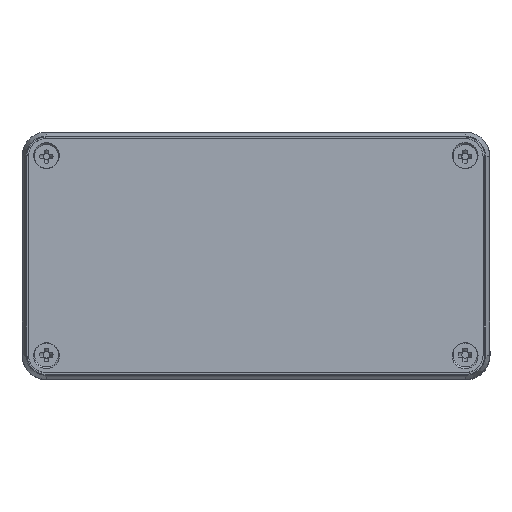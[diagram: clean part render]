
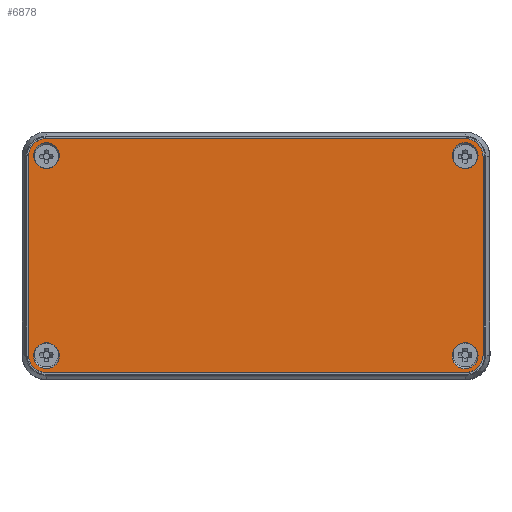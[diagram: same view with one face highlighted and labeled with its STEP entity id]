
A CAD part, top view. The second image highlights one B-rep face of the part: STEP entity #6878.
In plain terms, the highlighted planar face has unit normal (0, 0, 1).
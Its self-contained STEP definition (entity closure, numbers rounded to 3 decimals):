
#45=FACE_BOUND('',#1045,.T.);
#46=FACE_BOUND('',#1046,.T.);
#47=FACE_BOUND('',#1047,.T.);
#48=FACE_BOUND('',#1048,.T.);
#315=PLANE('',#7715);
#668=FACE_OUTER_BOUND('',#1044,.T.);
#1044=EDGE_LOOP('',(#6284,#6285,#6286,#6287,#6288,#6289,#6290,#6291));
#1045=EDGE_LOOP('',(#6292));
#1046=EDGE_LOOP('',(#6293));
#1047=EDGE_LOOP('',(#6294));
#1048=EDGE_LOOP('',(#6295));
#1684=LINE('',#11822,#2335);
#1688=LINE('',#11831,#2339);
#1691=LINE('',#11839,#2342);
#1694=LINE('',#11847,#2345);
#2335=VECTOR('',#9701,10.);
#2339=VECTOR('',#9711,10.);
#2342=VECTOR('',#9720,10.);
#2345=VECTOR('',#9729,10.);
#2682=CIRCLE('',#7679,2.921);
#2685=CIRCLE('',#7684,2.921);
#2688=CIRCLE('',#7689,2.921);
#2691=CIRCLE('',#7694,2.921);
#2698=CIRCLE('',#7705,3.99);
#2699=CIRCLE('',#7708,3.99);
#2700=CIRCLE('',#7711,3.99);
#2701=CIRCLE('',#7714,3.99);
#3315=VERTEX_POINT('',#11763);
#3318=VERTEX_POINT('',#11773);
#3321=VERTEX_POINT('',#11783);
#3324=VERTEX_POINT('',#11793);
#3335=VERTEX_POINT('',#11820);
#3336=VERTEX_POINT('',#11821);
#3337=VERTEX_POINT('',#11826);
#3338=VERTEX_POINT('',#11830);
#3339=VERTEX_POINT('',#11834);
#3340=VERTEX_POINT('',#11838);
#3341=VERTEX_POINT('',#11842);
#3342=VERTEX_POINT('',#11846);
#4288=EDGE_CURVE('',#3315,#3315,#2682,.T.);
#4293=EDGE_CURVE('',#3318,#3318,#2685,.T.);
#4298=EDGE_CURVE('',#3321,#3321,#2688,.T.);
#4303=EDGE_CURVE('',#3324,#3324,#2691,.T.);
#4316=EDGE_CURVE('',#3335,#3336,#1684,.T.);
#4319=EDGE_CURVE('',#3336,#3337,#2698,.T.);
#4321=EDGE_CURVE('',#3337,#3338,#1688,.T.);
#4323=EDGE_CURVE('',#3338,#3339,#2699,.T.);
#4325=EDGE_CURVE('',#3339,#3340,#1691,.T.);
#4327=EDGE_CURVE('',#3340,#3341,#2700,.T.);
#4329=EDGE_CURVE('',#3341,#3342,#1694,.T.);
#4331=EDGE_CURVE('',#3342,#3335,#2701,.T.);
#6284=ORIENTED_EDGE('',*,*,#4316,.F.);
#6285=ORIENTED_EDGE('',*,*,#4331,.F.);
#6286=ORIENTED_EDGE('',*,*,#4329,.F.);
#6287=ORIENTED_EDGE('',*,*,#4327,.F.);
#6288=ORIENTED_EDGE('',*,*,#4325,.F.);
#6289=ORIENTED_EDGE('',*,*,#4323,.F.);
#6290=ORIENTED_EDGE('',*,*,#4321,.F.);
#6291=ORIENTED_EDGE('',*,*,#4319,.F.);
#6292=ORIENTED_EDGE('',*,*,#4288,.T.);
#6293=ORIENTED_EDGE('',*,*,#4293,.T.);
#6294=ORIENTED_EDGE('',*,*,#4298,.T.);
#6295=ORIENTED_EDGE('',*,*,#4303,.T.);
#6878=ADVANCED_FACE('',(#668,#45,#46,#47,#48),#315,.T.);
#7679=AXIS2_PLACEMENT_3D('',#11764,#9639,#9640);
#7684=AXIS2_PLACEMENT_3D('',#11774,#9651,#9652);
#7689=AXIS2_PLACEMENT_3D('',#11784,#9663,#9664);
#7694=AXIS2_PLACEMENT_3D('',#11794,#9675,#9676);
#7705=AXIS2_PLACEMENT_3D('',#11827,#9706,#9707);
#7708=AXIS2_PLACEMENT_3D('',#11835,#9715,#9716);
#7711=AXIS2_PLACEMENT_3D('',#11843,#9724,#9725);
#7714=AXIS2_PLACEMENT_3D('',#11850,#9733,#9734);
#7715=AXIS2_PLACEMENT_3D('',#11851,#9735,#9736);
#9639=DIRECTION('center_axis',(0.,0.,-1.));
#9640=DIRECTION('ref_axis',(1.,0.,0.));
#9651=DIRECTION('center_axis',(0.,0.,-1.));
#9652=DIRECTION('ref_axis',(1.,0.,0.));
#9663=DIRECTION('center_axis',(0.,0.,-1.));
#9664=DIRECTION('ref_axis',(1.,0.,0.));
#9675=DIRECTION('center_axis',(0.,0.,-1.));
#9676=DIRECTION('ref_axis',(1.,0.,0.));
#9701=DIRECTION('',(1.,0.,0.));
#9706=DIRECTION('center_axis',(0.,0.,-1.));
#9707=DIRECTION('ref_axis',(-1.,0.,0.));
#9711=DIRECTION('',(0.,-1.,0.));
#9715=DIRECTION('center_axis',(0.,0.,-1.));
#9716=DIRECTION('ref_axis',(0.,1.,0.));
#9720=DIRECTION('',(-1.,0.,0.));
#9724=DIRECTION('center_axis',(0.,0.,-1.));
#9725=DIRECTION('ref_axis',(1.,0.,0.));
#9729=DIRECTION('',(0.,1.,0.));
#9733=DIRECTION('center_axis',(0.,0.,-1.));
#9734=DIRECTION('ref_axis',(0.,-1.,0.));
#9735=DIRECTION('center_axis',(0.,0.,1.));
#9736=DIRECTION('ref_axis',(1.,0.,0.));
#11763=CARTESIAN_POINT('',(-50.419,-22.733,0.75));
#11764=CARTESIAN_POINT('Origin',(-47.498,-22.733,0.75));
#11773=CARTESIAN_POINT('',(-50.419,22.733,0.75));
#11774=CARTESIAN_POINT('Origin',(-47.498,22.733,0.75));
#11783=CARTESIAN_POINT('',(44.577,22.733,0.75));
#11784=CARTESIAN_POINT('Origin',(47.498,22.733,0.75));
#11793=CARTESIAN_POINT('',(44.577,-22.733,0.75));
#11794=CARTESIAN_POINT('Origin',(47.498,-22.733,0.75));
#11820=CARTESIAN_POINT('',(-47.572,26.543,0.75));
#11821=CARTESIAN_POINT('',(47.572,26.543,0.75));
#11822=CARTESIAN_POINT('',(-47.572,26.543,0.75));
#11826=CARTESIAN_POINT('',(51.562,22.553,0.75));
#11827=CARTESIAN_POINT('Origin',(47.572,22.553,0.75));
#11830=CARTESIAN_POINT('',(51.562,-22.553,0.75));
#11831=CARTESIAN_POINT('',(51.562,22.553,0.75));
#11834=CARTESIAN_POINT('',(47.572,-26.543,0.75));
#11835=CARTESIAN_POINT('Origin',(47.572,-22.553,0.75));
#11838=CARTESIAN_POINT('',(-47.572,-26.543,0.75));
#11839=CARTESIAN_POINT('',(47.572,-26.543,0.75));
#11842=CARTESIAN_POINT('',(-51.562,-22.553,0.75));
#11843=CARTESIAN_POINT('Origin',(-47.572,-22.553,0.75));
#11846=CARTESIAN_POINT('',(-51.562,22.553,0.75));
#11847=CARTESIAN_POINT('',(-51.562,-22.553,0.75));
#11850=CARTESIAN_POINT('Origin',(-47.572,22.553,0.75));
#11851=CARTESIAN_POINT('Origin',(0.,0.,
0.75));
